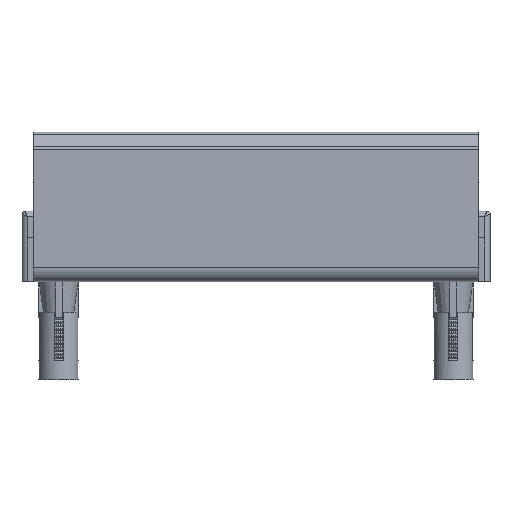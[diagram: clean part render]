
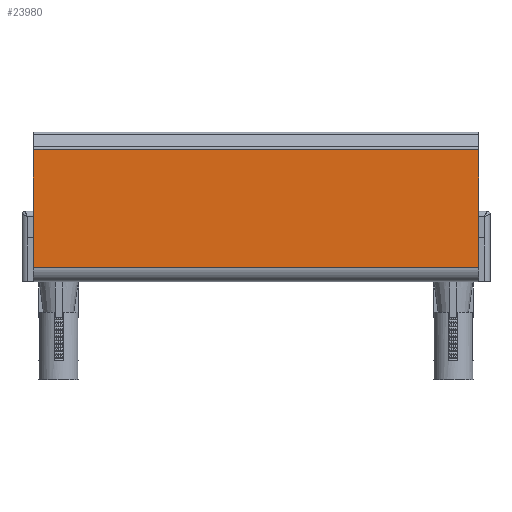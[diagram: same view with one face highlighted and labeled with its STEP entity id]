
A CAD part, left-side view. The second image highlights one B-rep face of the part: STEP entity #23980.
In plain terms, the highlighted planar face has unit normal (-1, 0, 0).
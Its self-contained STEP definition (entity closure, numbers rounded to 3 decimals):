
#313 = DIRECTION ( 'NONE',  ( 0., 0., -1. ) ) ;
#1149 = VECTOR ( 'NONE', #17801, 1000. ) ;
#3362 = AXIS2_PLACEMENT_3D ( 'NONE', #17735, #11942, #7885 ) ;
#4816 = LINE ( 'NONE', #24505, #19754 ) ;
#5583 = CARTESIAN_POINT ( 'NONE',  ( -50., 79., 5. ) ) ;
#5597 = CARTESIAN_POINT ( 'NONE',  ( -50., 79., 5. ) ) ;
#5608 = LINE ( 'NONE', #19872, #7431 ) ;
#5760 = ORIENTED_EDGE ( 'NONE', *, *, #22796, .T. ) ;
#6146 = CARTESIAN_POINT ( 'NONE',  ( -50., 79., 46.727 ) ) ;
#7431 = VECTOR ( 'NONE', #313, 1000. ) ;
#7872 = VERTEX_POINT ( 'NONE', #6146 ) ;
#7885 = DIRECTION ( 'NONE',  ( 0., 0., 1. ) ) ;
#8169 = LINE ( 'NONE', #21751, #1149 ) ;
#11231 = EDGE_LOOP ( 'NONE', ( #23376, #11957, #20947, #5760 ) ) ;
#11577 = EDGE_CURVE ( 'NONE', #7872, #13660, #5608, .T. ) ;
#11942 = DIRECTION ( 'NONE',  ( -1., 0., 0. ) ) ;
#11957 = ORIENTED_EDGE ( 'NONE', *, *, #20350, .T. ) ;
#12291 = CARTESIAN_POINT ( 'NONE',  ( -50., -79., 46.727 ) ) ;
#12470 = CARTESIAN_POINT ( 'NONE',  ( -50., -79., 5. ) ) ;
#12942 = LINE ( 'NONE', #5597, #23628 ) ;
#13250 = VERTEX_POINT ( 'NONE', #12291 ) ;
#13660 = VERTEX_POINT ( 'NONE', #5583 ) ;
#14077 = PLANE ( 'NONE',  #3362 ) ;
#14651 = DIRECTION ( 'NONE',  ( 0., 1., 0. ) ) ;
#17735 = CARTESIAN_POINT ( 'NONE',  ( -50., 79., 47.5 ) ) ;
#17801 = DIRECTION ( 'NONE',  ( 0., 0., -1. ) ) ;
#19754 = VECTOR ( 'NONE', #14651, 1000. ) ;
#19872 = CARTESIAN_POINT ( 'NONE',  ( -50., 79., 47.5 ) ) ;
#19973 = EDGE_CURVE ( 'NONE', #13250, #20992, #8169, .T. ) ;
#20350 = EDGE_CURVE ( 'NONE', #13250, #7872, #4816, .T. ) ;
#20947 = ORIENTED_EDGE ( 'NONE', *, *, #11577, .T. ) ;
#20992 = VERTEX_POINT ( 'NONE', #12470 ) ;
#21751 = CARTESIAN_POINT ( 'NONE',  ( -50., -79., 47.5 ) ) ;
#22796 = EDGE_CURVE ( 'NONE', #13660, #20992, #12942, .T. ) ;
#23079 = DIRECTION ( 'NONE',  ( 0., -1., 0. ) ) ;
#23376 = ORIENTED_EDGE ( 'NONE', *, *, #19973, .F. ) ;
#23628 = VECTOR ( 'NONE', #23079, 1000. ) ;
#23980 = ADVANCED_FACE ( 'NONE', ( #24543 ), #14077, .T. ) ;
#24505 = CARTESIAN_POINT ( 'NONE',  ( -50., 79., 46.727 ) ) ;
#24543 = FACE_OUTER_BOUND ( 'NONE', #11231, .T. ) ;
